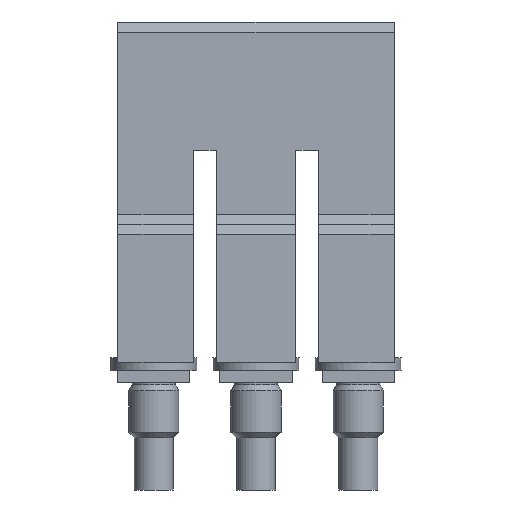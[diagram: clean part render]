
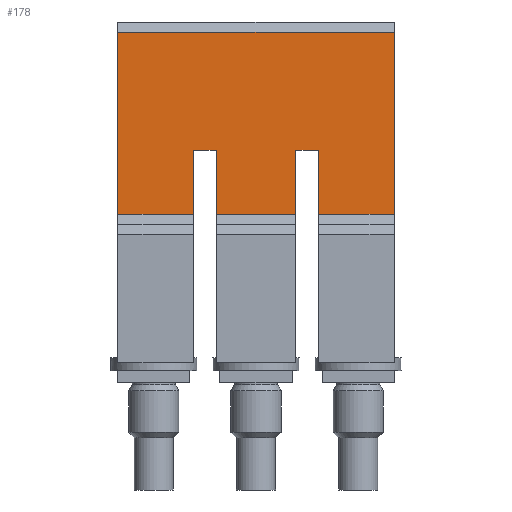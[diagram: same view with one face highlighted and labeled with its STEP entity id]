
A CAD part, front view. The second image highlights one B-rep face of the part: STEP entity #178.
In plain terms, the highlighted planar face has unit normal (0, -1, 0).
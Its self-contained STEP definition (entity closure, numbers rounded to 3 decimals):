
#178 = ADVANCED_FACE( '', ( #472 ), #473, .F. );
#472 = FACE_OUTER_BOUND( '', #912, .T. );
#473 = PLANE( '', #913 );
#912 = EDGE_LOOP( '', ( #1407, #1408, #1409, #1410, #1411, #1412, #1413, #1414, #1415, #1416, #1417, #1418 ) );
#913 = AXIS2_PLACEMENT_3D( '', #1419, #1420, #1421 );
#1407 = ORIENTED_EDGE( '', *, *, #2481, .F. );
#1408 = ORIENTED_EDGE( '', *, *, #2482, .T. );
#1409 = ORIENTED_EDGE( '', *, *, #2483, .F. );
#1410 = ORIENTED_EDGE( '', *, *, #2484, .F. );
#1411 = ORIENTED_EDGE( '', *, *, #2485, .T. );
#1412 = ORIENTED_EDGE( '', *, *, #2486, .T. );
#1413 = ORIENTED_EDGE( '', *, *, #2487, .F. );
#1414 = ORIENTED_EDGE( '', *, *, #2488, .F. );
#1415 = ORIENTED_EDGE( '', *, *, #2489, .F. );
#1416 = ORIENTED_EDGE( '', *, *, #2438, .T. );
#1417 = ORIENTED_EDGE( '', *, *, #2490, .F. );
#1418 = ORIENTED_EDGE( '', *, *, #2491, .F. );
#1419 = CARTESIAN_POINT( '', ( 13.8, 5.075, 22.85 ) );
#1420 = DIRECTION( '', ( 0., 1., 0. ) );
#1421 = DIRECTION( '', ( 0., 0., 1. ) );
#2438 = EDGE_CURVE( '', #2884, #2882, #2885, .T. );
#2481 = EDGE_CURVE( '', #2955, #2956, #2957, .T. );
#2482 = EDGE_CURVE( '', #2955, #2958, #2959, .T. );
#2483 = EDGE_CURVE( '', #2960, #2958, #2961, .T. );
#2484 = EDGE_CURVE( '', #2962, #2960, #2963, .T. );
#2485 = EDGE_CURVE( '', #2962, #2964, #2965, .T. );
#2486 = EDGE_CURVE( '', #2964, #2966, #2967, .T. );
#2487 = EDGE_CURVE( '', #2968, #2966, #2969, .T. );
#2488 = EDGE_CURVE( '', #2970, #2968, #2971, .T. );
#2489 = EDGE_CURVE( '', #2884, #2970, #2972, .T. );
#2490 = EDGE_CURVE( '', #2973, #2882, #2974, .T. );
#2491 = EDGE_CURVE( '', #2956, #2973, #2975, .T. );
#2882 = VERTEX_POINT( '', #3530 );
#2884 = VERTEX_POINT( '', #3533 );
#2885 = LINE( '', #3534, #3535 );
#2955 = VERTEX_POINT( '', #3623 );
#2956 = VERTEX_POINT( '', #3624 );
#2957 = LINE( '', #3625, #3626 );
#2958 = VERTEX_POINT( '', #3627 );
#2959 = LINE( '', #3628, #3629 );
#2960 = VERTEX_POINT( '', #3630 );
#2961 = LINE( '', #3631, #3632 );
#2962 = VERTEX_POINT( '', #3633 );
#2963 = LINE( '', #3634, #3635 );
#2964 = VERTEX_POINT( '', #3636 );
#2965 = LINE( '', #3637, #3638 );
#2966 = VERTEX_POINT( '', #3639 );
#2967 = LINE( '', #3640, #3641 );
#2968 = VERTEX_POINT( '', #3642 );
#2969 = LINE( '', #3643, #3644 );
#2970 = VERTEX_POINT( '', #3645 );
#2971 = LINE( '', #3646, #3647 );
#2972 = LINE( '', #3648, #3649 );
#2973 = VERTEX_POINT( '', #3650 );
#2974 = LINE( '', #3651, #3652 );
#2975 = LINE( '', #3653, #3654 );
#3530 = CARTESIAN_POINT( '', ( 4.913, 5.075, 13.75 ) );
#3533 = CARTESIAN_POINT( '', ( 4.913, 5.075, 16.95 ) );
#3534 = CARTESIAN_POINT( '', ( 4.913, 5.075, 22.85 ) );
#3535 = VECTOR( '', #4346, 1000. );
#3623 = CARTESIAN_POINT( '', ( 10.013, 5.075, 16.95 ) );
#3624 = CARTESIAN_POINT( '', ( 8.888, 5.075, 16.95 ) );
#3625 = CARTESIAN_POINT( '', ( 13.8, 5.075, 16.95 ) );
#3626 = VECTOR( '', #4404, 1000. );
#3627 = CARTESIAN_POINT( '', ( 10.013, 5.075, 13.75 ) );
#3628 = CARTESIAN_POINT( '', ( 10.013, 5.075, 22.85 ) );
#3629 = VECTOR( '', #4405, 1000. );
#3630 = CARTESIAN_POINT( '', ( 13.8, 5.075, 13.75 ) );
#3631 = CARTESIAN_POINT( '', ( 13.8, 5.075, 13.75 ) );
#3632 = VECTOR( '', #4406, 1000. );
#3633 = CARTESIAN_POINT( '', ( 13.8, 5.075, 22.85 ) );
#3634 = CARTESIAN_POINT( '', ( 13.8, 5.075, 22.85 ) );
#3635 = VECTOR( '', #4407, 1000. );
#3636 = CARTESIAN_POINT( '', ( 0., 5.075, 22.85 ) );
#3637 = CARTESIAN_POINT( '', ( 13.8, 5.075, 22.85 ) );
#3638 = VECTOR( '', #4408, 1000. );
#3639 = CARTESIAN_POINT( '', ( 0., 5.075, 13.75 ) );
#3640 = CARTESIAN_POINT( '', ( 0., 5.075, 22.85 ) );
#3641 = VECTOR( '', #4409, 1000. );
#3642 = CARTESIAN_POINT( '', ( 3.788, 5.075, 13.75 ) );
#3643 = CARTESIAN_POINT( '', ( 13.8, 5.075, 13.75 ) );
#3644 = VECTOR( '', #4410, 1000. );
#3645 = CARTESIAN_POINT( '', ( 3.788, 5.075, 16.95 ) );
#3646 = CARTESIAN_POINT( '', ( 3.788, 5.075, 22.85 ) );
#3647 = VECTOR( '', #4411, 1000. );
#3648 = CARTESIAN_POINT( '', ( 13.8, 5.075, 16.95 ) );
#3649 = VECTOR( '', #4412, 1000. );
#3650 = CARTESIAN_POINT( '', ( 8.888, 5.075, 13.75 ) );
#3651 = CARTESIAN_POINT( '', ( 13.8, 5.075, 13.75 ) );
#3652 = VECTOR( '', #4413, 1000. );
#3653 = CARTESIAN_POINT( '', ( 8.888, 5.075, 22.85 ) );
#3654 = VECTOR( '', #4414, 1000. );
#4346 = DIRECTION( '', ( 0., 0., -1. ) );
#4404 = DIRECTION( '', ( -1., 0., 0. ) );
#4405 = DIRECTION( '', ( 0., 0., -1. ) );
#4406 = DIRECTION( '', ( -1., 0., 0. ) );
#4407 = DIRECTION( '', ( 0., 0., -1. ) );
#4408 = DIRECTION( '', ( -1., 0., 0. ) );
#4409 = DIRECTION( '', ( 0., 0., -1. ) );
#4410 = DIRECTION( '', ( -1., 0., 0. ) );
#4411 = DIRECTION( '', ( 0., 0., -1. ) );
#4412 = DIRECTION( '', ( -1., 0., 0. ) );
#4413 = DIRECTION( '', ( -1., 0., 0. ) );
#4414 = DIRECTION( '', ( 0., 0., -1. ) );
